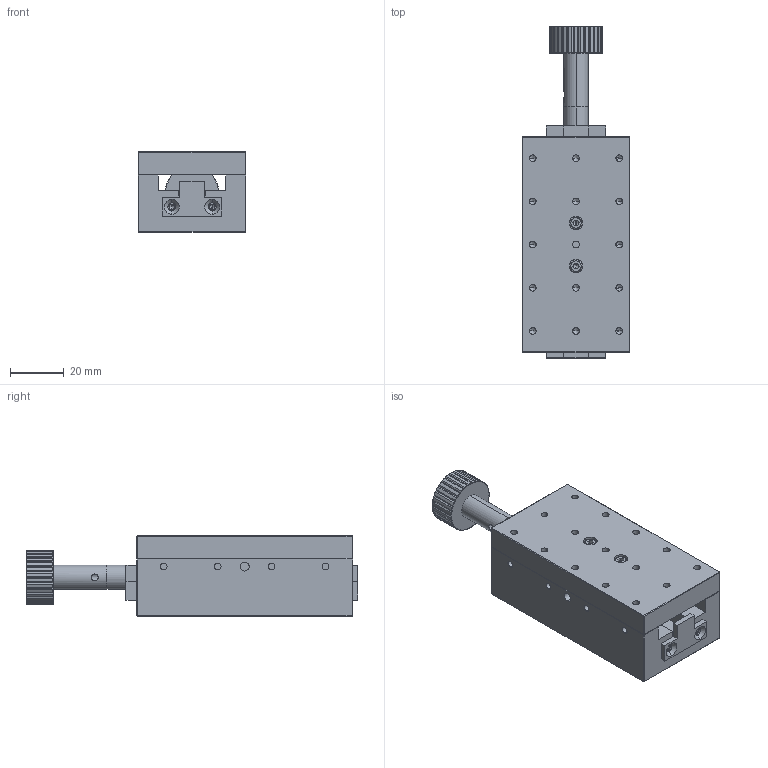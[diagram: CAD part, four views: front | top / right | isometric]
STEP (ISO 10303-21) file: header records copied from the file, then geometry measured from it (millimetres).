
FILE_DESCRIPTION (( 'STEP AP214' ), '1' );
FILE_NAME ('517300.STEP', '2019-10-22T07:18:49', ( 'user' ), ( '微软中国' ), 'SwSTEP 2.0', 'SolidWorks 2016', '' );
FILE_SCHEMA (( 'AUTOMOTIVE_DESIGN' ));
Length unit declared in the file: millimetre
Products named in the file (1): 517300
Bounding box: 40 x 123 x 30 mm (x, y, z)
Volume: 82168.3 mm3; surface area: 28162.6 mm2
Topology: 8 solids, 8 shells, 747 faces, 2062 edges, 1320 vertices
Faces by surface type: plane 496, cylinder 135, cone 112, bspline 4
Entity records: 26368 total; most frequent: CARTESIAN_POINT 4746, ORIENTED_EDGE 4040, DIRECTION 3727, EDGE_CURVE 2020, VECTOR 1537, LINE 1537, VERTEX_POINT 1320, AXIS2_PLACEMENT_3D 1095
